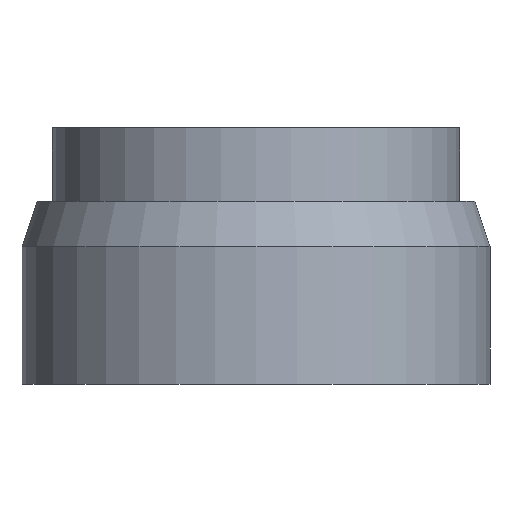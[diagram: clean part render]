
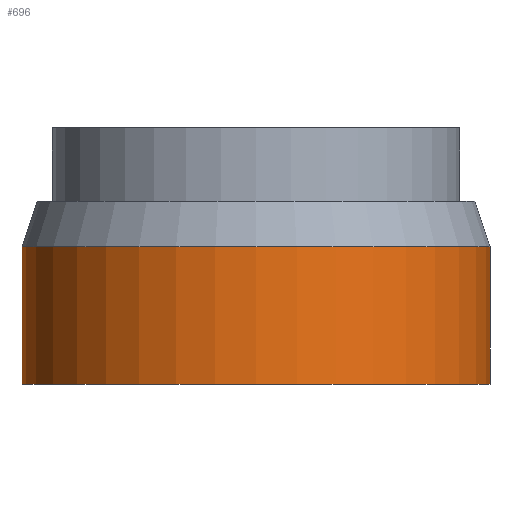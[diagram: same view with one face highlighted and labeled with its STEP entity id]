
A CAD part, front view. The second image highlights one B-rep face of the part: STEP entity #696.
In plain terms, the highlighted cylindrical face has radius 15.35 mm (diameter 30.7 mm), a partial arc.
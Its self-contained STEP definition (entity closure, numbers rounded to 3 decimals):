
#542=CARTESIAN_POINT('',(0.0,-12.25,9.0));
#543=VERTEX_POINT('',#542);
#582=CARTESIAN_POINT('',(30.7,-12.25,9.0));
#583=VERTEX_POINT('',#582);
#600=CARTESIAN_POINT('',(15.35,-12.25,9.0));
#601=DIRECTION('',(0.0,0.0,1.0));
#602=DIRECTION('',(1.0,0.0,0.0));
#603=AXIS2_PLACEMENT_3D('',#600,#601,#602);
#604=CIRCLE('',#603,15.35);
#605=EDGE_CURVE('',#543,#583,#604,.T.);
#665=CARTESIAN_POINT('',(15.35,-12.25,0.0));
#666=DIRECTION('',(0.0,0.,1.0));
#667=DIRECTION('',(1.0,0.0,0.0));
#668=AXIS2_PLACEMENT_3D('',#665,#666,#667);
#669=CYLINDRICAL_SURFACE('',#668,15.35);
#670=ORIENTED_EDGE('',*,*,#605,.F.);
#671=CARTESIAN_POINT('',(0.0,-12.25,0.0));
#672=VERTEX_POINT('',#671);
#673=CARTESIAN_POINT('',(0.0,-12.25,0.0));
#674=DIRECTION('',(0.0,0.0,1.0));
#675=VECTOR('',#674,9.0);
#676=LINE('',#673,#675);
#677=EDGE_CURVE('',#672,#543,#676,.T.);
#678=ORIENTED_EDGE('',*,*,#677,.F.);
#679=CARTESIAN_POINT('',(30.7,-12.25,0.0));
#680=VERTEX_POINT('',#679);
#681=CARTESIAN_POINT('',(15.35,-12.25,0.0));
#682=DIRECTION('',(0.0,0.0,-1.0));
#683=DIRECTION('',(1.0,0.0,0.0));
#684=AXIS2_PLACEMENT_3D('',#681,#682,#683);
#685=CIRCLE('',#684,15.35);
#686=EDGE_CURVE('',#680,#672,#685,.T.);
#687=ORIENTED_EDGE('',*,*,#686,.F.);
#688=CARTESIAN_POINT('',(30.7,-12.25,0.0));
#689=DIRECTION('',(0.0,0.0,1.0));
#690=VECTOR('',#689,9.0);
#691=LINE('',#688,#690);
#692=EDGE_CURVE('',#680,#583,#691,.T.);
#693=ORIENTED_EDGE('',*,*,#692,.T.);
#694=EDGE_LOOP('',(#670,#678,#687,#693));
#695=FACE_OUTER_BOUND('',#694,.T.);
#696=ADVANCED_FACE('',(#695),#669,.T.);
